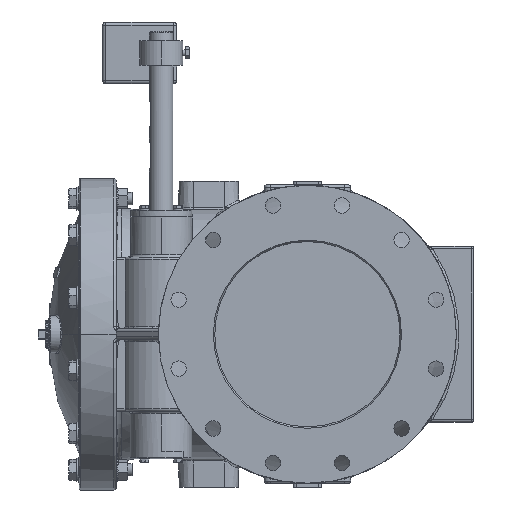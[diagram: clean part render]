
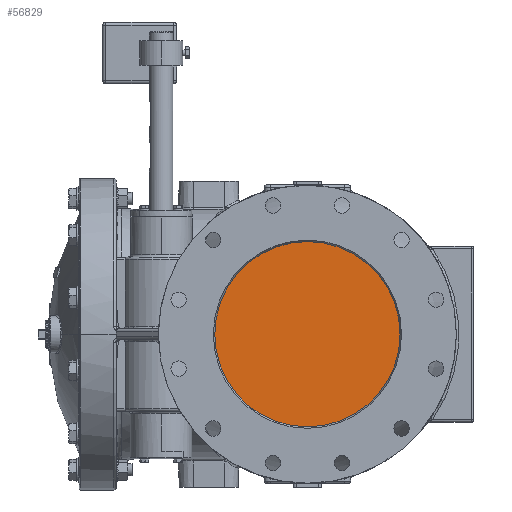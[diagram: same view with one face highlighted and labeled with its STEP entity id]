
A CAD part, left-side view. The second image highlights one B-rep face of the part: STEP entity #56829.
In plain terms, the highlighted planar face has unit normal (-1, 0, 0).
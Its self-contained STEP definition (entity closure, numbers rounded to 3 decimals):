
#22842=CARTESIAN_POINT('',(-13.583,0.,0.));
#22843=DIRECTION('',(1.,0.,0.));
#22844=DIRECTION('',(0.,-1.,0.));
#22845=AXIS2_PLACEMENT_3D('',#22842,#22843,#22844);
#22852=CARTESIAN_POINT('',(-13.583,0.,0.));
#22853=DIRECTION('',(1.,0.,0.));
#22854=DIRECTION('',(0.,1.,0.));
#22855=AXIS2_PLACEMENT_3D('',#22852,#22853,#22854);
#34759=CARTESIAN_POINT('',(-13.583,-5.913,0.));
#34760=CARTESIAN_POINT('',(-13.583,5.913,0.));
#34761=VERTEX_POINT('',#34759);
#34762=VERTEX_POINT('',#34760);
#56819=CARTESIAN_POINT('',(-13.583,0.,0.));
#56820=DIRECTION('',(1.,0.,0.));
#56821=DIRECTION('',(0.,-1.,0.));
#56822=AXIS2_PLACEMENT_3D('',#56819,#56820,#56821);
#56823=PLANE('',#56822);
#56824=ORIENTED_EDGE('',*,*,#56802,.T.);
#56826=ORIENTED_EDGE('',*,*,#56825,.T.);
#56827=EDGE_LOOP('',(#56824,#56826));
#56828=FACE_OUTER_BOUND('',#56827,.F.);
#22846=CIRCLE('',#22845,5.913);
#22856=CIRCLE('',#22855,5.913);
#56802=EDGE_CURVE('',#34761,#34762,#22846,.T.);
#56825=EDGE_CURVE('',#34762,#34761,#22856,.T.);
#56829=ADVANCED_FACE('',(#56828),#56823,.F.);
